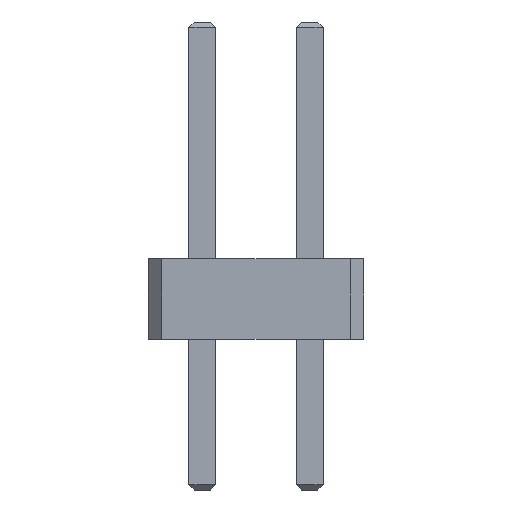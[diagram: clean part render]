
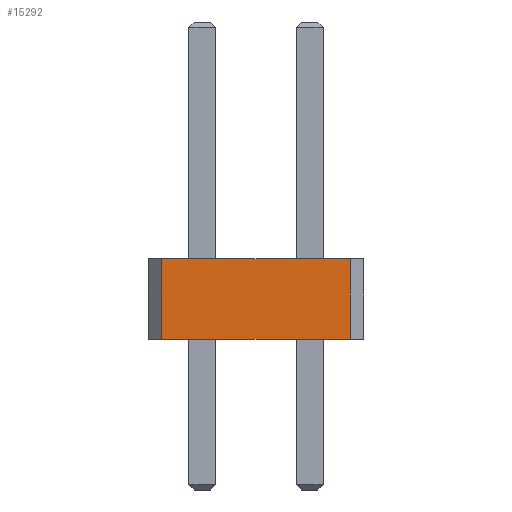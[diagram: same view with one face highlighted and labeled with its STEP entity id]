
A CAD part, front view. The second image highlights one B-rep face of the part: STEP entity #15292.
In plain terms, the highlighted planar face has unit normal (0, -1, 0).
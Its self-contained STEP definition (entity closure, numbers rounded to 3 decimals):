
#44 = PLANE('',#45);
#45 = AXIS2_PLACEMENT_3D('',#46,#47,#48);
#46 = CARTESIAN_POINT('',(-1.,0.75,0.));
#47 = DIRECTION('',(0.,0.,-1.));
#48 = DIRECTION('',(0.,1.,0.));
#100 = PLANE('',#101);
#101 = AXIS2_PLACEMENT_3D('',#102,#103,#104);
#102 = CARTESIAN_POINT('',(-1.,0.75,1.5));
#103 = DIRECTION('',(0.,0.,-1.));
#104 = DIRECTION('',(-1.,0.,0.));
#1589 = VERTEX_POINT('',#1590);
#1590 = CARTESIAN_POINT('',(2.75,-33.,0.));
#1604 = PLANE('',#1605);
#1605 = AXIS2_PLACEMENT_3D('',#1606,#1607,#1608);
#1606 = CARTESIAN_POINT('',(2.875,-32.875,0.));
#1607 = DIRECTION('',(0.707,-0.707,0.));
#1608 = DIRECTION('',(0.,0.,-1.));
#1616 = EDGE_CURVE('',#1617,#1589,#1619,.T.);
#1617 = VERTEX_POINT('',#1618);
#1618 = CARTESIAN_POINT('',(-0.75,-33.,0.));
#1619 = SURFACE_CURVE('',#1620,(#1624,#1631),.PCURVE_S1.);
#1620 = LINE('',#1621,#1622);
#1621 = CARTESIAN_POINT('',(-1.,-33.,0.));
#1622 = VECTOR('',#1623,1.);
#1623 = DIRECTION('',(1.,0.,0.));
#1624 = PCURVE('',#44,#1625);
#1625 = DEFINITIONAL_REPRESENTATION('',(#1626),#1630);
#1626 = LINE('',#1627,#1628);
#1627 = CARTESIAN_POINT('',(-33.75,0.));
#1628 = VECTOR('',#1629,1.);
#1629 = DIRECTION('',(0.,1.));
#1630 = ( GEOMETRIC_REPRESENTATION_CONTEXT(2) 
PARAMETRIC_REPRESENTATION_CONTEXT() REPRESENTATION_CONTEXT('2D SPACE',''
  ) );
#1631 = PCURVE('',#1632,#1637);
#1632 = PLANE('',#1633);
#1633 = AXIS2_PLACEMENT_3D('',#1634,#1635,#1636);
#1634 = CARTESIAN_POINT('',(-1.,-33.,0.));
#1635 = DIRECTION('',(0.,1.,0.));
#1636 = DIRECTION('',(1.,0.,0.));
#1637 = DEFINITIONAL_REPRESENTATION('',(#1638),#1642);
#1638 = LINE('',#1639,#1640);
#1639 = CARTESIAN_POINT('',(0.,0.));
#1640 = VECTOR('',#1641,1.);
#1641 = DIRECTION('',(1.,0.));
#1642 = ( GEOMETRIC_REPRESENTATION_CONTEXT(2) 
PARAMETRIC_REPRESENTATION_CONTEXT() REPRESENTATION_CONTEXT('2D SPACE',''
  ) );
#1660 = PLANE('',#1661);
#1661 = AXIS2_PLACEMENT_3D('',#1662,#1663,#1664);
#1662 = CARTESIAN_POINT('',(-0.875,-32.875,0.));
#1663 = DIRECTION('',(-0.707,-0.707,0.));
#1664 = DIRECTION('',(0.,0.,-1.));
#7873 = VERTEX_POINT('',#7874);
#7874 = CARTESIAN_POINT('',(2.75,-33.,1.5));
#7895 = EDGE_CURVE('',#7896,#7873,#7898,.T.);
#7896 = VERTEX_POINT('',#7897);
#7897 = CARTESIAN_POINT('',(-0.75,-33.,1.5));
#7898 = SURFACE_CURVE('',#7899,(#7903,#7910),.PCURVE_S1.);
#7899 = LINE('',#7900,#7901);
#7900 = CARTESIAN_POINT('',(-1.,-33.,1.5));
#7901 = VECTOR('',#7902,1.);
#7902 = DIRECTION('',(1.,0.,0.));
#7903 = PCURVE('',#100,#7904);
#7904 = DEFINITIONAL_REPRESENTATION('',(#7905),#7909);
#7905 = LINE('',#7906,#7907);
#7906 = CARTESIAN_POINT('',(0.,-33.75));
#7907 = VECTOR('',#7908,1.);
#7908 = DIRECTION('',(-1.,0.));
#7909 = ( GEOMETRIC_REPRESENTATION_CONTEXT(2) 
PARAMETRIC_REPRESENTATION_CONTEXT() REPRESENTATION_CONTEXT('2D SPACE',''
  ) );
#7910 = PCURVE('',#1632,#7911);
#7911 = DEFINITIONAL_REPRESENTATION('',(#7912),#7916);
#7912 = LINE('',#7913,#7914);
#7913 = CARTESIAN_POINT('',(0.,-1.5));
#7914 = VECTOR('',#7915,1.);
#7915 = DIRECTION('',(1.,0.));
#7916 = ( GEOMETRIC_REPRESENTATION_CONTEXT(2) 
PARAMETRIC_REPRESENTATION_CONTEXT() REPRESENTATION_CONTEXT('2D SPACE',''
  ) );
#15272 = EDGE_CURVE('',#1617,#7896,#15273,.T.);
#15273 = SURFACE_CURVE('',#15274,(#15278,#15285),.PCURVE_S1.);
#15274 = LINE('',#15275,#15276);
#15275 = CARTESIAN_POINT('',(-0.75,-33.,0.));
#15276 = VECTOR('',#15277,1.);
#15277 = DIRECTION('',(0.,0.,1.));
#15278 = PCURVE('',#1660,#15279);
#15279 = DEFINITIONAL_REPRESENTATION('',(#15280),#15284);
#15280 = LINE('',#15281,#15282);
#15281 = CARTESIAN_POINT('',(0.,0.177));
#15282 = VECTOR('',#15283,1.);
#15283 = DIRECTION('',(-1.,0.));
#15284 = ( GEOMETRIC_REPRESENTATION_CONTEXT(2) 
PARAMETRIC_REPRESENTATION_CONTEXT() REPRESENTATION_CONTEXT('2D SPACE',''
  ) );
#15285 = PCURVE('',#1632,#15286);
#15286 = DEFINITIONAL_REPRESENTATION('',(#15287),#15291);
#15287 = LINE('',#15288,#15289);
#15288 = CARTESIAN_POINT('',(0.25,0.));
#15289 = VECTOR('',#15290,1.);
#15290 = DIRECTION('',(0.,-1.));
#15291 = ( GEOMETRIC_REPRESENTATION_CONTEXT(2) 
PARAMETRIC_REPRESENTATION_CONTEXT() REPRESENTATION_CONTEXT('2D SPACE',''
  ) );
#15292 = ADVANCED_FACE('',(#15293),#1632,.F.);
#15293 = FACE_BOUND('',#15294,.F.);
#15294 = EDGE_LOOP('',(#15295,#15296,#15297,#15298));
#15295 = ORIENTED_EDGE('',*,*,#1616,.F.);
#15296 = ORIENTED_EDGE('',*,*,#15272,.T.);
#15297 = ORIENTED_EDGE('',*,*,#7895,.T.);
#15298 = ORIENTED_EDGE('',*,*,#15299,.F.);
#15299 = EDGE_CURVE('',#1589,#7873,#15300,.T.);
#15300 = SURFACE_CURVE('',#15301,(#15305,#15312),.PCURVE_S1.);
#15301 = LINE('',#15302,#15303);
#15302 = CARTESIAN_POINT('',(2.75,-33.,0.));
#15303 = VECTOR('',#15304,1.);
#15304 = DIRECTION('',(0.,0.,1.));
#15305 = PCURVE('',#1632,#15306);
#15306 = DEFINITIONAL_REPRESENTATION('',(#15307),#15311);
#15307 = LINE('',#15308,#15309);
#15308 = CARTESIAN_POINT('',(3.75,0.));
#15309 = VECTOR('',#15310,1.);
#15310 = DIRECTION('',(0.,-1.));
#15311 = ( GEOMETRIC_REPRESENTATION_CONTEXT(2) 
PARAMETRIC_REPRESENTATION_CONTEXT() REPRESENTATION_CONTEXT('2D SPACE',''
  ) );
#15312 = PCURVE('',#1604,#15313);
#15313 = DEFINITIONAL_REPRESENTATION('',(#15314),#15318);
#15314 = LINE('',#15315,#15316);
#15315 = CARTESIAN_POINT('',(0.,-0.177));
#15316 = VECTOR('',#15317,1.);
#15317 = DIRECTION('',(-1.,0.));
#15318 = ( GEOMETRIC_REPRESENTATION_CONTEXT(2) 
PARAMETRIC_REPRESENTATION_CONTEXT() REPRESENTATION_CONTEXT('2D SPACE',''
  ) );
